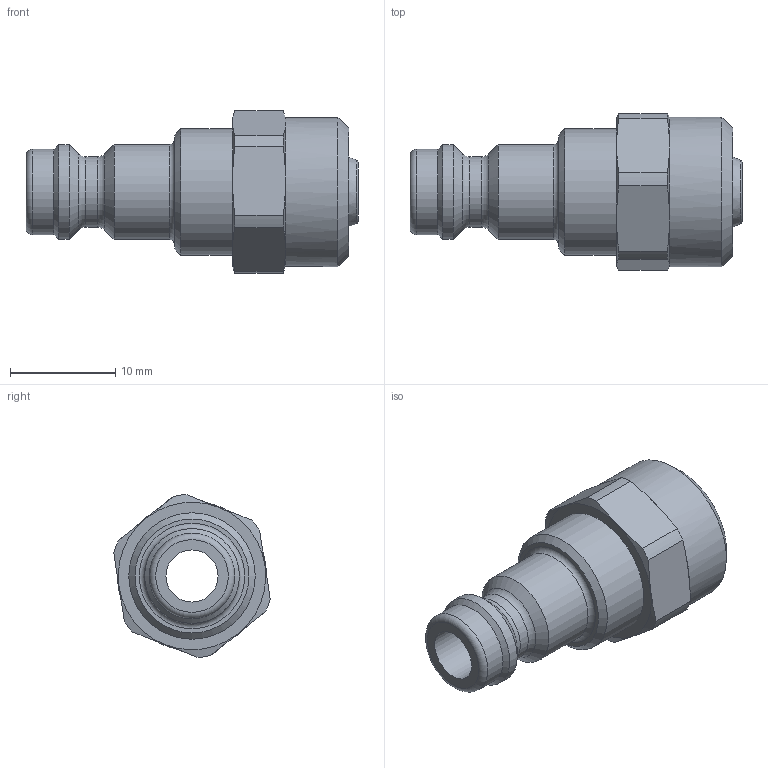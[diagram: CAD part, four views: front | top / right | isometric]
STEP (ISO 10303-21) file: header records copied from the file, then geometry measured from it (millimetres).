
FILE_DESCRIPTION((''),'2;1');
FILE_NAME('21sfko08mxx.stp','2014-05-27T08:56:20',('IA176480'),(''),'Autodesk Inventor 2013','Autodesk Inventor 2013','');
FILE_SCHEMA(('AUTOMOTIVE_DESIGN { 1 0 10303 214 1 1 1 1 }'));
Length unit declared in the file: millimetre
Products named in the file (3): D110615; D110614; D102238
Assembly tree (2 placements, depth 2):
  D110615
    D110614
    D102238
Bounding box: 31.5 x 14.85 x 15.46 mm (x, y, z)
Volume: 2417.4 mm3; surface area: 2603.7 mm2
Topology: 2 solids, 2 shells, 67 faces, 139 edges, 79 vertices
Faces by surface type: cone 22, plane 19, cylinder 17, torus 9
Full cylindrical faces by diameter (mm): 4.95 x1, 6.25 x1, 6.65 x1, 8.1 x1, 8.25 x1, 9 x2, 10.6 x1, 10.92 x1, 12 x1, 14.15 x1
Entity records: 1674 total; most frequent: CARTESIAN_POINT 306, DIRECTION 294, ORIENTED_EDGE 216, AXIS2_PLACEMENT_3D 138, EDGE_CURVE 108, EDGE_LOOP 104, VERTEX_POINT 78, FACE_OUTER_BOUND 67
